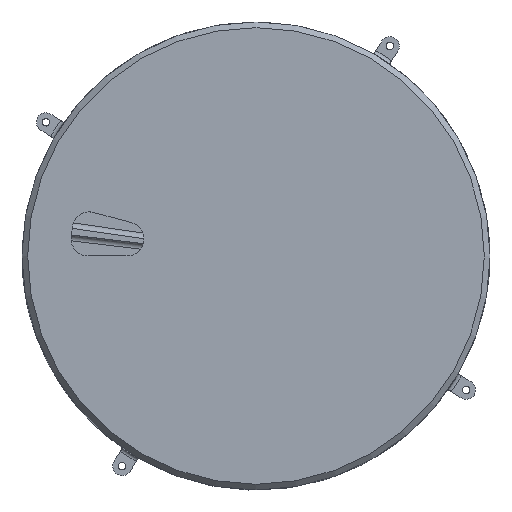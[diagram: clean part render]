
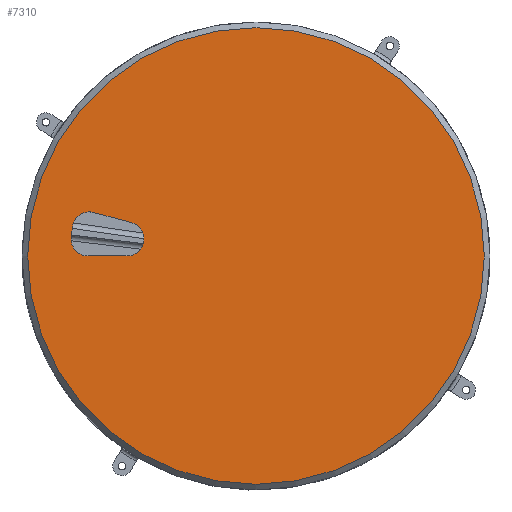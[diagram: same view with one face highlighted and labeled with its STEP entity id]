
A CAD part, top view. The second image highlights one B-rep face of the part: STEP entity #7310.
In plain terms, the highlighted planar face has unit normal (0, 0, 1).
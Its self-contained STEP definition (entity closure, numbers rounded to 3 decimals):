
#60=FACE_BOUND('',#1607,.T.);
#501=CIRCLE('',#8060,9.);
#504=CIRCLE('',#8065,9.);
#506=CIRCLE('',#8068,98.462);
#508=CIRCLE('',#8071,9.);
#519=CIRCLE('',#8091,121.);
#773=PLANE('',#8090);
#1167=FACE_OUTER_BOUND('',#1606,.T.);
#1606=EDGE_LOOP('',(#6485));
#1607=EDGE_LOOP('',(#6486,#6487,#6488,#6489,#6490,#6491));
#2028=LINE('',#15327,#2437);
#2032=LINE('',#15347,#2441);
#2437=VECTOR('',#9871,10.);
#2441=VECTOR('',#9895,10.);
#3336=VERTEX_POINT('',#15314);
#3337=VERTEX_POINT('',#15315);
#3341=VERTEX_POINT('',#15325);
#3343=VERTEX_POINT('',#15331);
#3345=VERTEX_POINT('',#15337);
#3347=VERTEX_POINT('',#15343);
#3362=VERTEX_POINT('',#15467);
#4386=EDGE_CURVE('',#3336,#3337,#501,.F.);
#4392=EDGE_CURVE('',#3337,#3341,#2028,.T.);
#4395=EDGE_CURVE('',#3343,#3341,#504,.T.);
#4398=EDGE_CURVE('',#3343,#3345,#506,.T.);
#4401=EDGE_CURVE('',#3347,#3345,#508,.T.);
#4402=EDGE_CURVE('',#3347,#3336,#2032,.T.);
#4428=EDGE_CURVE('',#3362,#3362,#519,.T.);
#6485=ORIENTED_EDGE('',*,*,#4428,.F.);
#6486=ORIENTED_EDGE('',*,*,#4398,.T.);
#6487=ORIENTED_EDGE('',*,*,#4401,.F.);
#6488=ORIENTED_EDGE('',*,*,#4402,.T.);
#6489=ORIENTED_EDGE('',*,*,#4386,.T.);
#6490=ORIENTED_EDGE('',*,*,#4392,.T.);
#6491=ORIENTED_EDGE('',*,*,#4395,.F.);
#7310=ADVANCED_FACE('',(#1167,#60),#773,.T.);
#8060=AXIS2_PLACEMENT_3D('',#15316,#9861,#9862);
#8065=AXIS2_PLACEMENT_3D('',#15333,#9877,#9878);
#8068=AXIS2_PLACEMENT_3D('',#15339,#9884,#9885);
#8071=AXIS2_PLACEMENT_3D('',#15345,#9891,#9892);
#8090=AXIS2_PLACEMENT_3D('',#15466,#9937,#9938);
#8091=AXIS2_PLACEMENT_3D('',#15468,#9939,#9940);
#9861=DIRECTION('center_axis',(0.,0.,1.));
#9862=DIRECTION('ref_axis',(0.,-1.,0.));
#9871=DIRECTION('',(-1.,0.,0.));
#9877=DIRECTION('center_axis',(0.,0.,1.));
#9878=DIRECTION('ref_axis',(-0.742,-0.671,0.));
#9884=DIRECTION('center_axis',(0.,0.,-1.));
#9885=DIRECTION('ref_axis',(-1.,0.,0.));
#9891=DIRECTION('center_axis',(0.,0.,1.));
#9892=DIRECTION('ref_axis',(-0.543,0.84,0.));
#9895=DIRECTION('',(0.966,-0.259,0.));
#9937=DIRECTION('center_axis',(0.,0.,1.));
#9938=DIRECTION('ref_axis',(0.94,0.342,0.));
#9939=DIRECTION('center_axis',(0.,0.,-1.));
#9940=DIRECTION('ref_axis',(0.94,0.342,0.));
#15314=CARTESIAN_POINT('',(-66.032,17.693,38.));
#15315=CARTESIAN_POINT('',(-68.362,0.,38.));
#15316=CARTESIAN_POINT('Origin',(-68.362,9.,38.));
#15325=CARTESIAN_POINT('',(-89.009,0.,38.));
#15327=CARTESIAN_POINT('',(-96.083,0.,38.));
#15331=CARTESIAN_POINT('',(-97.963,9.905,38.));
#15333=CARTESIAN_POINT('Origin',(-89.009,9.,38.));
#15337=CARTESIAN_POINT('',(-97.189,15.787,38.));
#15339=CARTESIAN_POINT('Origin',(0.,0.,38.));
#15343=CARTESIAN_POINT('',(-85.976,23.037,38.));
#15345=CARTESIAN_POINT('Origin',(-88.305,14.344,38.));
#15347=CARTESIAN_POINT('',(-85.764,22.981,38.));
#15466=CARTESIAN_POINT('Origin',(-113.703,-41.384,38.));
#15467=CARTESIAN_POINT('',(113.703,41.384,38.));
#15468=CARTESIAN_POINT('Origin',(0.,0.,38.));
